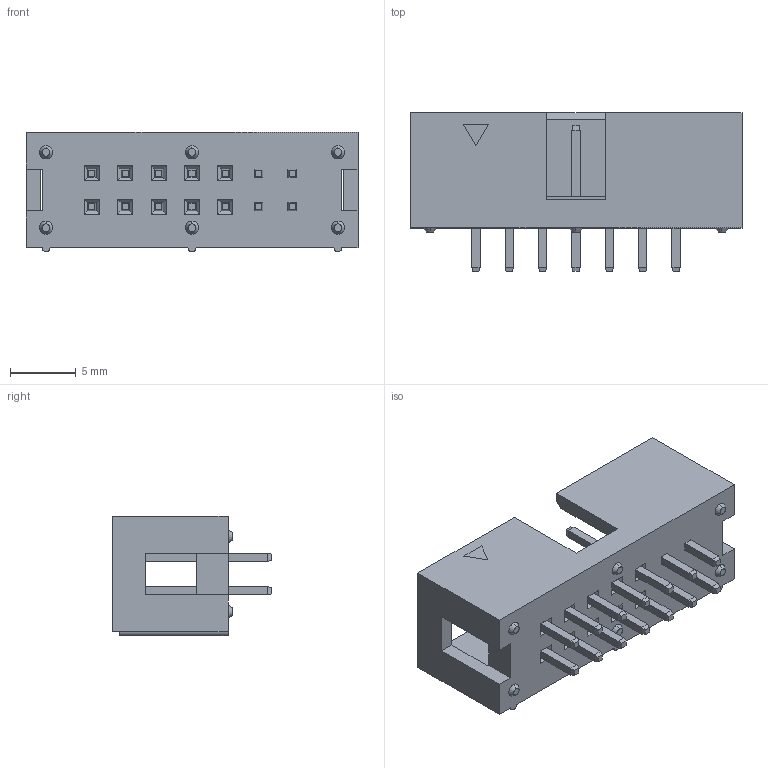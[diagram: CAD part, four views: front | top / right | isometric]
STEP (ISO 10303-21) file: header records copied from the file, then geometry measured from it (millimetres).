
FILE_DESCRIPTION (( 'STEP AP214' ), '1' );
FILE_NAME ('SBH11-PBPC-D07-ST-BK.STEP', '2024-07-19T03:44:36', ( '' ), ( '' ), 'SwSTEP 2.0', 'SolidWorks 2021', '' );
FILE_SCHEMA (( 'AUTOMOTIVE_DESIGN' ));
Length unit declared in the file: inch
Products named in the file (1): SBH11-PBPC-D07-ST-BK
Bounding box: 25.27 x 12.09 x 9.09 mm (x, y, z)
Volume: 955.5 mm3; surface area: 1826.3 mm2
Topology: 16 solids, 16 shells, 357 faces, 810 edges, 488 vertices
Faces by surface type: plane 339, cone 12, cylinder 6
Entity records: 12429 total; most frequent: CARTESIAN_POINT 1656, ORIENTED_EDGE 1620, DIRECTION 1562, EDGE_CURVE 810, LINE 774, VECTOR 774, VERTEX_POINT 488, AXIS2_PLACEMENT_3D 394
